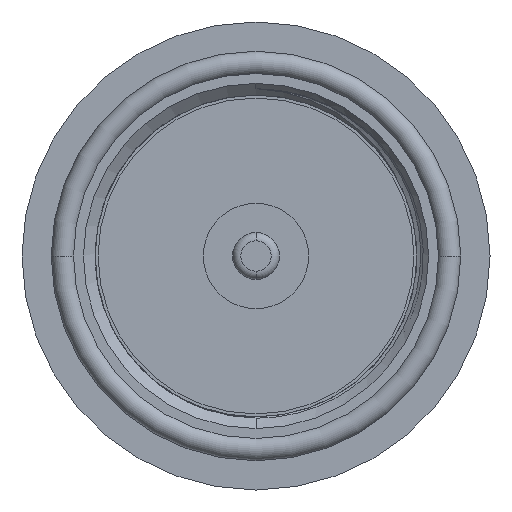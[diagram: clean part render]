
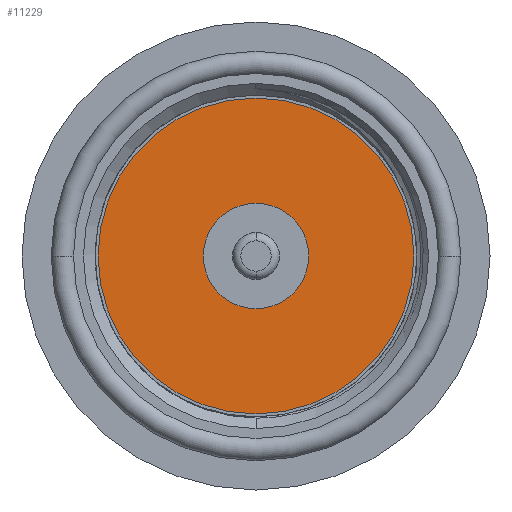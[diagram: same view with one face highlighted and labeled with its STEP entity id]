
A CAD part, front view. The second image highlights one B-rep face of the part: STEP entity #11229.
In plain terms, the highlighted planar face has unit normal (0, -1, 0).
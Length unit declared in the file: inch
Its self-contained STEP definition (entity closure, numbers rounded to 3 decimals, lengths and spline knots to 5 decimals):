
#66 = CIRCLE ( 'NONE', #11515, 0.17717 ) ;
#278 = CIRCLE ( 'NONE', #10818, 0.5315 ) ;
#757 = AXIS2_PLACEMENT_3D ( 'NONE', #6612, #13870, #5476 ) ;
#1638 = PLANE ( 'NONE',  #6767 ) ;
#1789 = ORIENTED_EDGE ( 'NONE', *, *, #9261, .T. ) ;
#2291 = CARTESIAN_POINT ( 'NONE',  ( 0., 0.31496, 0. ) ) ;
#2600 = ORIENTED_EDGE ( 'NONE', *, *, #12032, .F. ) ;
#2773 = CIRCLE ( 'NONE', #757, 0.17717 ) ;
#3132 = CARTESIAN_POINT ( 'NONE',  ( 0., 0.31496, 0.17717 ) ) ;
#3594 = VERTEX_POINT ( 'NONE', #8144 ) ;
#4191 = DIRECTION ( 'NONE',  ( 0., 0., 1. ) ) ;
#5445 = DIRECTION ( 'NONE',  ( 0., 0., 1. ) ) ;
#5476 = DIRECTION ( 'NONE',  ( 0., 0., 1. ) ) ;
#5734 = EDGE_CURVE ( 'NONE', #3594, #11001, #278, .T. ) ;
#5946 = CARTESIAN_POINT ( 'NONE',  ( 0., 0.31496, 0. ) ) ;
#6612 = CARTESIAN_POINT ( 'NONE',  ( 0., 0.31496, 0. ) ) ;
#6616 = ORIENTED_EDGE ( 'NONE', *, *, #5734, .T. ) ;
#6695 = CARTESIAN_POINT ( 'NONE',  ( 0., 0.31496, -0.17717 ) ) ;
#6758 = CARTESIAN_POINT ( 'NONE',  ( 0., 0.31496, 0. ) ) ;
#6767 = AXIS2_PLACEMENT_3D ( 'NONE', #6758, #8939, #13450 ) ;
#6933 = DIRECTION ( 'NONE',  ( 0., -1., 0. ) ) ;
#7209 = AXIS2_PLACEMENT_3D ( 'NONE', #8687, #7764, #5445 ) ;
#7591 = VERTEX_POINT ( 'NONE', #6695 ) ;
#7764 = DIRECTION ( 'NONE',  ( 0., 1., 0. ) ) ;
#8144 = CARTESIAN_POINT ( 'NONE',  ( 0., 0.31496, 0.5315 ) ) ;
#8687 = CARTESIAN_POINT ( 'NONE',  ( 0., 0.31496, 0. ) ) ;
#8869 = FACE_OUTER_BOUND ( 'NONE', #12944, .T. ) ;
#8939 = DIRECTION ( 'NONE',  ( 0., 1., 0. ) ) ;
#9008 = CIRCLE ( 'NONE', #7209, 0.5315 ) ;
#9261 = EDGE_CURVE ( 'NONE', #12892, #7591, #2773, .T. ) ;
#9608 = DIRECTION ( 'NONE',  ( 0., -1., 0. ) ) ;
#10069 = EDGE_LOOP ( 'NONE', ( #11988, #1789 ) ) ;
#10136 = FACE_BOUND ( 'NONE', #10069, .T. ) ;
#10810 = EDGE_CURVE ( 'NONE', #12892, #7591, #66, .T. ) ;
#10818 = AXIS2_PLACEMENT_3D ( 'NONE', #2291, #9608, #4191 ) ;
#11001 = VERTEX_POINT ( 'NONE', #13273 ) ;
#11229 = ADVANCED_FACE ( 'NONE', ( #10136, #8869 ), #1638, .F. ) ;
#11515 = AXIS2_PLACEMENT_3D ( 'NONE', #5946, #6933, #12424 ) ;
#11988 = ORIENTED_EDGE ( 'NONE', *, *, #10810, .F. ) ;
#12032 = EDGE_CURVE ( 'NONE', #3594, #11001, #9008, .T. ) ;
#12424 = DIRECTION ( 'NONE',  ( 0., 0., 1. ) ) ;
#12892 = VERTEX_POINT ( 'NONE', #3132 ) ;
#12944 = EDGE_LOOP ( 'NONE', ( #2600, #6616 ) ) ;
#13273 = CARTESIAN_POINT ( 'NONE',  ( 0., 0.31496, -0.5315 ) ) ;
#13450 = DIRECTION ( 'NONE',  ( 1., 0., 0. ) ) ;
#13870 = DIRECTION ( 'NONE',  ( 0., 1., 0. ) ) ;
